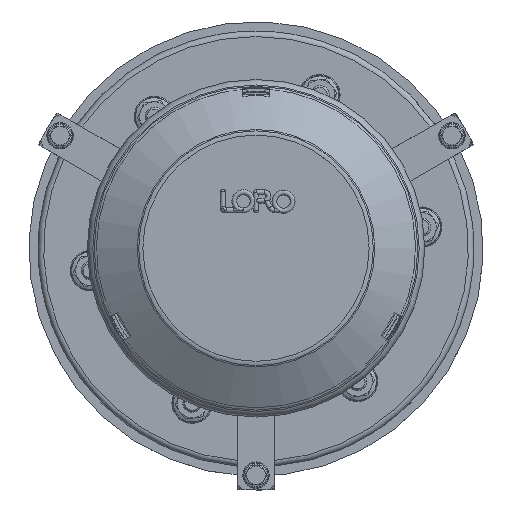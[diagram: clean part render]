
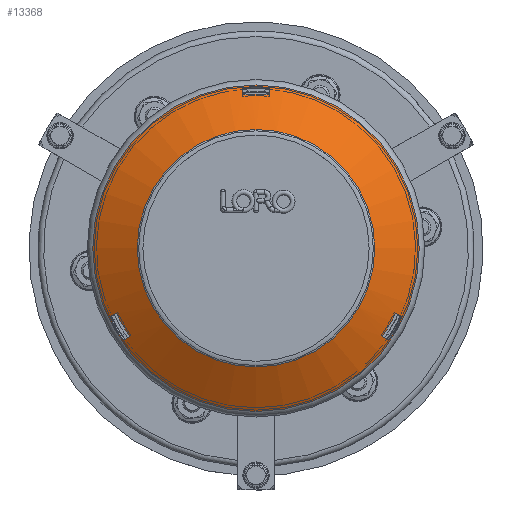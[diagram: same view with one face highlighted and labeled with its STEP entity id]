
A CAD part, top view. The second image highlights one B-rep face of the part: STEP entity #13368.
In plain terms, the highlighted conical face has half-angle 59.744 degrees and reference radius 760.232 mm.
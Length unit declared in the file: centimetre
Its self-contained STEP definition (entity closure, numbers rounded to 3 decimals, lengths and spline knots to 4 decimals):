
#163=CONICAL_SURFACE('',#14580,76.0232,1.043);
#766=FACE_BOUND('',#2132,.T.);
#767=FACE_BOUND('',#2133,.T.);
#768=FACE_BOUND('',#2134,.T.);
#1250=FACE_OUTER_BOUND('',#2131,.T.);
#2131=EDGE_LOOP('',(#11087,#11088,#11089,#11090,#11091,#11092));
#2132=EDGE_LOOP('',(#11093,#11094,#11095,#11096));
#2133=EDGE_LOOP('',(#11097,#11098,#11099,#11100));
#2134=EDGE_LOOP('',(#11101,#11102,#11103,#11104));
#2963=CIRCLE('',#14552,87.);
#2964=CIRCLE('',#14554,83.);
#2967=CIRCLE('',#14560,87.);
#2968=CIRCLE('',#14562,83.);
#2971=CIRCLE('',#14568,87.);
#2972=CIRCLE('',#14570,83.);
#2974=CIRCLE('',#14575,88.0232);
#2978=CIRCLE('',#14579,88.0232);
#2979=CIRCLE('',#14581,64.0232);
#2980=CIRCLE('',#14582,64.0232);
#4083=LINE('',#22173,#5080);
#4086=LINE('',#22177,#5083);
#4091=LINE('',#22197,#5088);
#4094=LINE('',#22201,#5091);
#4099=LINE('',#22221,#5096);
#4102=LINE('',#22225,#5099);
#4103=LINE('',#22241,#5100);
#5080=VECTOR('',#17726,1.);
#5083=VECTOR('',#17731,1.);
#5088=VECTOR('',#17750,1.);
#5091=VECTOR('',#17755,1.);
#5096=VECTOR('',#17774,1.);
#5099=VECTOR('',#17779,1.);
#5100=VECTOR('',#17798,76.0232);
#6148=VERTEX_POINT('',#22156);
#6150=VERTEX_POINT('',#22160);
#6151=VERTEX_POINT('',#22164);
#6153=VERTEX_POINT('',#22167);
#6156=VERTEX_POINT('',#22180);
#6158=VERTEX_POINT('',#22184);
#6159=VERTEX_POINT('',#22188);
#6161=VERTEX_POINT('',#22191);
#6164=VERTEX_POINT('',#22204);
#6166=VERTEX_POINT('',#22208);
#6167=VERTEX_POINT('',#22212);
#6169=VERTEX_POINT('',#22215);
#6171=VERTEX_POINT('',#22227);
#6172=VERTEX_POINT('',#22228);
#6175=VERTEX_POINT('',#22237);
#6176=VERTEX_POINT('',#22238);
#7833=EDGE_CURVE('',#6148,#6150,#2963,.T.);
#7835=EDGE_CURVE('',#6153,#6151,#2964,.T.);
#7838=EDGE_CURVE('',#6150,#6153,#4083,.T.);
#7841=EDGE_CURVE('',#6151,#6148,#4086,.T.);
#7845=EDGE_CURVE('',#6156,#6158,#2967,.T.);
#7847=EDGE_CURVE('',#6161,#6159,#2968,.T.);
#7850=EDGE_CURVE('',#6158,#6161,#4091,.T.);
#7853=EDGE_CURVE('',#6159,#6156,#4094,.T.);
#7857=EDGE_CURVE('',#6164,#6166,#2971,.T.);
#7859=EDGE_CURVE('',#6169,#6167,#2972,.T.);
#7862=EDGE_CURVE('',#6166,#6169,#4099,.T.);
#7865=EDGE_CURVE('',#6167,#6164,#4102,.T.);
#7866=EDGE_CURVE('',#6171,#6172,#2974,.T.);
#7870=EDGE_CURVE('',#6172,#6171,#2978,.T.);
#7871=EDGE_CURVE('',#6175,#6176,#2979,.T.);
#7872=EDGE_CURVE('',#6176,#6175,#2980,.T.);
#7873=EDGE_CURVE('',#6176,#6172,#4103,.T.);
#11087=ORIENTED_EDGE('',*,*,#7871,.F.);
#11088=ORIENTED_EDGE('',*,*,#7872,.F.);
#11089=ORIENTED_EDGE('',*,*,#7873,.T.);
#11090=ORIENTED_EDGE('',*,*,#7870,.T.);
#11091=ORIENTED_EDGE('',*,*,#7866,.T.);
#11092=ORIENTED_EDGE('',*,*,#7873,.F.);
#11093=ORIENTED_EDGE('',*,*,#7835,.T.);
#11094=ORIENTED_EDGE('',*,*,#7841,.T.);
#11095=ORIENTED_EDGE('',*,*,#7833,.T.);
#11096=ORIENTED_EDGE('',*,*,#7838,.T.);
#11097=ORIENTED_EDGE('',*,*,#7847,.T.);
#11098=ORIENTED_EDGE('',*,*,#7853,.T.);
#11099=ORIENTED_EDGE('',*,*,#7845,.T.);
#11100=ORIENTED_EDGE('',*,*,#7850,.T.);
#11101=ORIENTED_EDGE('',*,*,#7859,.T.);
#11102=ORIENTED_EDGE('',*,*,#7865,.T.);
#11103=ORIENTED_EDGE('',*,*,#7857,.T.);
#11104=ORIENTED_EDGE('',*,*,#7862,.T.);
#13368=ADVANCED_FACE('',(#1250,#766,#767,#768),#163,.T.);
#14552=AXIS2_PLACEMENT_3D('',#22162,#17714,#17715);
#14554=AXIS2_PLACEMENT_3D('',#22168,#17719,#17720);
#14560=AXIS2_PLACEMENT_3D('',#22186,#17738,#17739);
#14562=AXIS2_PLACEMENT_3D('',#22192,#17743,#17744);
#14568=AXIS2_PLACEMENT_3D('',#22210,#17762,#17763);
#14570=AXIS2_PLACEMENT_3D('',#22216,#17767,#17768);
#14575=AXIS2_PLACEMENT_3D('',#22229,#17782,#17783);
#14579=AXIS2_PLACEMENT_3D('',#22235,#17790,#17791);
#14580=AXIS2_PLACEMENT_3D('',#22236,#17792,#17793);
#14581=AXIS2_PLACEMENT_3D('',#22239,#17794,#17795);
#14582=AXIS2_PLACEMENT_3D('',#22240,#17796,#17797);
#17714=DIRECTION('center_axis',(0.,0.,
-1.));
#17715=DIRECTION('ref_axis',(0.086,0.996,0.));
#17719=DIRECTION('center_axis',(0.,0.,
1.));
#17720=DIRECTION('ref_axis',(0.086,0.996,0.));
#17726=DIRECTION('',(-0.074,-0.861,0.504));
#17731=DIRECTION('',(-0.074,0.861,-0.504));
#17738=DIRECTION('center_axis',(0.,0.,
-1.));
#17739=DIRECTION('ref_axis',(-0.906,-0.423,0.));
#17743=DIRECTION('center_axis',(0.,0.,
1.));
#17744=DIRECTION('ref_axis',(-0.906,-0.423,0.));
#17750=DIRECTION('',(0.782,0.366,0.504));
#17755=DIRECTION('',(-0.708,-0.495,-0.504));
#17762=DIRECTION('center_axis',(0.,0.,
-1.));
#17763=DIRECTION('ref_axis',(0.82,-0.573,0.));
#17767=DIRECTION('center_axis',(0.,0.,
1.));
#17768=DIRECTION('ref_axis',(0.82,-0.573,0.));
#17774=DIRECTION('',(-0.708,0.495,0.504));
#17779=DIRECTION('',(0.782,-0.366,-0.504));
#17782=DIRECTION('center_axis',(0.,0.,
1.));
#17783=DIRECTION('ref_axis',(0.866,-0.5,0.));
#17790=DIRECTION('center_axis',(0.,0.,
1.));
#17791=DIRECTION('ref_axis',(0.866,-0.5,0.));
#17792=DIRECTION('center_axis',(0.,0.,
-1.));
#17793=DIRECTION('ref_axis',(0.866,-0.5,0.));
#17794=DIRECTION('center_axis',(0.,0.,
1.));
#17795=DIRECTION('ref_axis',(0.866,-0.5,0.));
#17796=DIRECTION('center_axis',(0.,0.,
1.));
#17797=DIRECTION('ref_axis',(0.866,-0.5,0.));
#17798=DIRECTION('',(-0.748,0.432,-0.504));
#22156=CARTESIAN_POINT('',(-7.4993,86.6762,489.7996));
#22160=CARTESIAN_POINT('',(7.4993,86.6762,489.7996));
#22162=CARTESIAN_POINT('Origin',(0.,0.,
489.7996));
#22164=CARTESIAN_POINT('',(-7.1546,82.6911,492.1329));
#22167=CARTESIAN_POINT('',(7.1546,82.6911,492.1329));
#22168=CARTESIAN_POINT('Origin',(0.,0.,
492.1329));
#22173=CARTESIAN_POINT('',(6.5532,75.7403,496.2027));
#22177=CARTESIAN_POINT('',(-6.5532,75.7403,496.2027));
#22180=CARTESIAN_POINT('',(-71.3141,-49.8327,489.7996));
#22184=CARTESIAN_POINT('',(-78.8134,-36.8435,489.7996));
#22186=CARTESIAN_POINT('Origin',(0.,0.,
489.7996));
#22188=CARTESIAN_POINT('',(-68.0353,-47.5416,492.1329));
#22191=CARTESIAN_POINT('',(-75.1898,-35.1495,492.1329));
#22192=CARTESIAN_POINT('Origin',(0.,0.,
492.1329));
#22197=CARTESIAN_POINT('',(-68.8696,-32.1949,496.2027));
#22201=CARTESIAN_POINT('',(-62.3164,-43.5453,496.2027));
#22204=CARTESIAN_POINT('',(78.8134,-36.8435,489.7996));
#22208=CARTESIAN_POINT('',(71.3141,-49.8327,489.7996));
#22210=CARTESIAN_POINT('Origin',(0.,0.,
489.7996));
#22212=CARTESIAN_POINT('',(75.1898,-35.1495,492.1329));
#22215=CARTESIAN_POINT('',(68.0353,-47.5416,492.1329));
#22216=CARTESIAN_POINT('Origin',(0.,0.,
492.1329));
#22221=CARTESIAN_POINT('',(62.3164,-43.5453,496.2027));
#22225=CARTESIAN_POINT('',(68.8696,-32.1949,496.2027));
#22227=CARTESIAN_POINT('',(-44.0116,-76.2303,489.2027));
#22228=CARTESIAN_POINT('',(-76.2303,44.0116,489.2027));
#22229=CARTESIAN_POINT('Origin',(0.,0.,
489.2027));
#22235=CARTESIAN_POINT('Origin',(0.,0.,
489.2027));
#22236=CARTESIAN_POINT('Origin',(0.,0.,
496.2027));
#22237=CARTESIAN_POINT('',(-32.0116,-55.4457,503.2027));
#22238=CARTESIAN_POINT('',(-55.4457,32.0116,503.2027));
#22239=CARTESIAN_POINT('Origin',(0.,0.,
503.2027));
#22240=CARTESIAN_POINT('Origin',(0.,0.,
503.2027));
#22241=CARTESIAN_POINT('',(-65.838,38.0116,496.2027));
